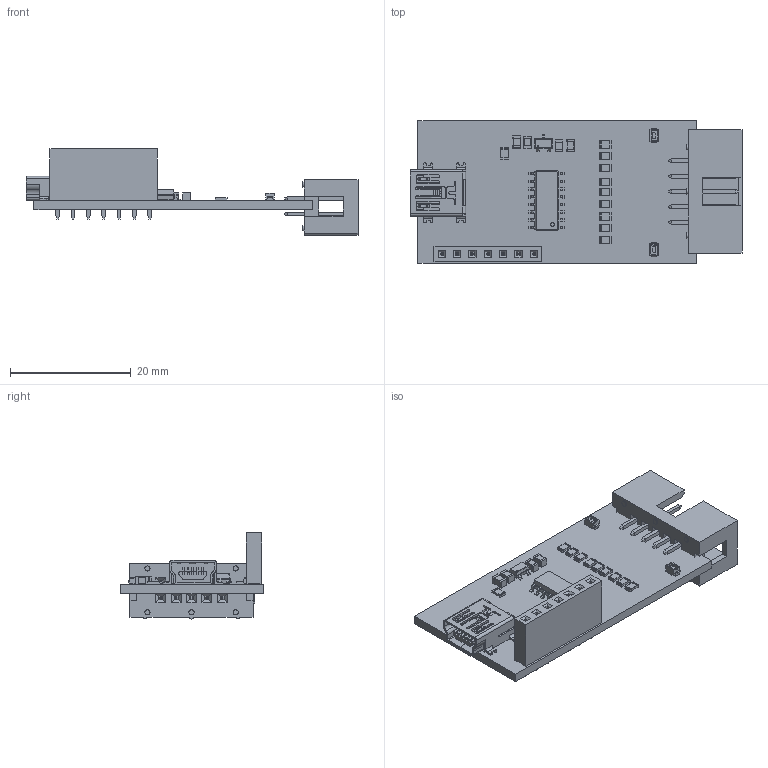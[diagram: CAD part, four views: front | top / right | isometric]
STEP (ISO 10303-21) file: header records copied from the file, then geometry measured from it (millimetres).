
FILE_DESCRIPTION(('KiCad electronic assembly'),'2;1');
FILE_NAME('ByteBlaster Hobby.step','2025-12-15T15:35:25',('Pcbnew'),( 'Kicad'),'Open CASCADE STEP processor 7.9','KiCad to STEP converter' ,'Unknown');
FILE_SCHEMA(('AUTOMOTIVE_DESIGN { 1 0 10303 214 1 1 1 1 }'));
Length unit declared in the file: millimetre
Products named in the file (29): ByteBlaster Hobby 1; C_0805_2012Metric; R_0805_2012Metric; LED SMD; Housing; Pins; Pins_1; LED; Header; 61201021621_1; 61201021621_2; 61201021621_3; 61201021621_4; 61201021621_5; 61201021621_6; 61201021621_7; 61201021621_8; 61201021621_9; 61201021621_10; 61201021621_11; SOIC-16_3.9x9.9mm_P1.27mm; XC6206P332MR-G; Body; PinsArrayL; FilletPinR; USB_Mini-B_Lumberg_2486_01_Horizontal; PinSocket_1x07_P2.54mm_Vertical; Â£2 Blaster_PCB
Assembly tree (41 placements, depth 4):
  ByteBlaster Hobby 1
    C_0805_2012Metric  x4
    R_0805_2012Metric  x10
    LED SMD  x2
      Housing
      Pins
        Pins_1
        Pins
      LED
    Header
      61201021621_1
      61201021621_2
      61201021621_3
      61201021621_4
      61201021621_5
      61201021621_6
      61201021621_7
      61201021621_8
      61201021621_9
      61201021621_10
      61201021621_11
    SOIC-16_3.9x9.9mm_P1.27mm
    XC6206P332MR-G
      Body
      PinsArrayL
      FilletPinR
    USB_Mini-B_Lumberg_2486_01_Horizontal
    PinSocket_1x07_P2.54mm_Vertical
    Â£2 Blaster_PCB
Bounding box: 54.92 x 23.5 x 14.25 mm (x, y, z)
Volume: 3025.8 mm3; surface area: 5443.9 mm2
Topology: 41 solids, 41 shells, 1800 faces, 4788 edges, 3078 vertices
Faces by surface type: plane 1348, cylinder 434, bspline 16, torus 2
Full cylindrical faces by diameter (mm): 0.206 x1, 0.8 x2, 1 x9
Entity records: 54421 total; most frequent: CARTESIAN_POINT 7879, ORIENTED_EDGE 7544, DIRECTION 7225, EDGE_CURVE 3772, LINE 3127, VECTOR 3127, VERTEX_POINT 2414, AXIS2_PLACEMENT_3D 2049
